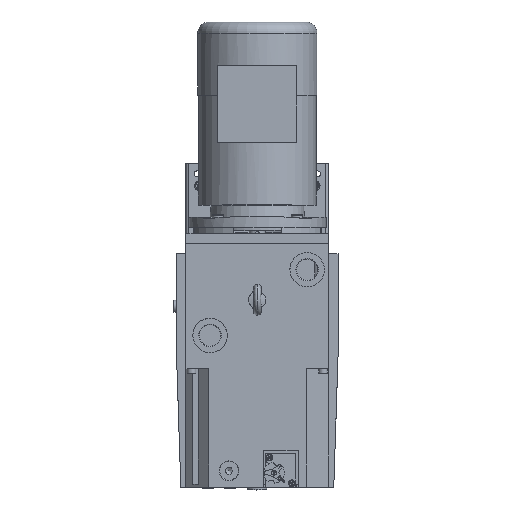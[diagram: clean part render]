
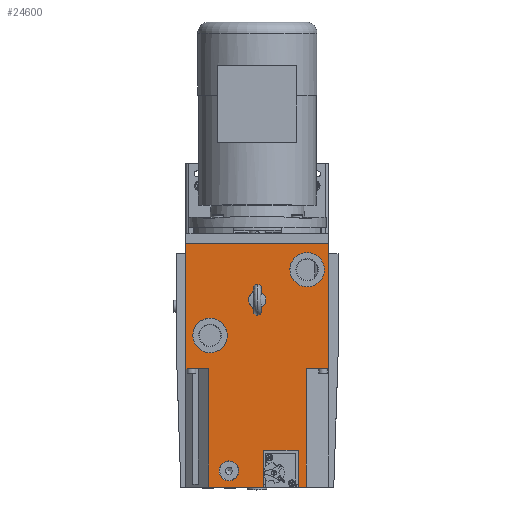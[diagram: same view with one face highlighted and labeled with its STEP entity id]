
A CAD part, top view. The second image highlights one B-rep face of the part: STEP entity #24600.
In plain terms, the highlighted planar face has unit normal (0, 0, 1).
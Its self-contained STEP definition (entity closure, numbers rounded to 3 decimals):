
#2495=CARTESIAN_POINT('',(7.,-6.6,142.23));
#2496=VERTEX_POINT('',#2495);
#2503=CARTESIAN_POINT('',(7.,-48.,142.23));
#2504=VERTEX_POINT('',#2503);
#2505=CARTESIAN_POINT('',(7.,-48.,142.23));
#2506=DIRECTION('',(0.,1.0,0.));
#2507=VECTOR('',#2506,41.4);
#2508=LINE('',#2505,#2507);
#2509=EDGE_CURVE('',#2504,#2496,#2508,.T.);
#2528=CARTESIAN_POINT('',(-56.75,90.,142.23));
#2529=VERTEX_POINT('',#2528);
#2536=CARTESIAN_POINT('',(-83.,90.,142.23));
#2537=VERTEX_POINT('',#2536);
#2538=CARTESIAN_POINT('',(-83.,90.,142.23));
#2539=DIRECTION('',(1.0,0.,0.));
#2540=VECTOR('',#2539,26.25);
#2541=LINE('',#2538,#2540);
#2542=EDGE_CURVE('',#2537,#2529,#2541,.T.);
#6203=CARTESIAN_POINT('',(78.,205.,142.23));
#6204=VERTEX_POINT('',#6203);
#6205=CARTESIAN_POINT('',(58.,205.,142.23));
#6206=DIRECTION('',(0.0,0.0,-1.0));
#6207=DIRECTION('',(1.0,0.0,0.0));
#6208=AXIS2_PLACEMENT_3D('',#6205,#6206,#6207);
#6209=CIRCLE('',#6208,20.);
#6210=EDGE_CURVE('',#6204,#6204,#6209,.T.);
#6691=CARTESIAN_POINT('',(-35.,128.5,142.23));
#6692=VERTEX_POINT('',#6691);
#6693=CARTESIAN_POINT('',(-55.,128.5,142.23));
#6694=DIRECTION('',(0.0,0.0,-1.0));
#6695=DIRECTION('',(1.0,0.0,0.0));
#6696=AXIS2_PLACEMENT_3D('',#6693,#6694,#6695);
#6697=CIRCLE('',#6696,20.);
#6698=EDGE_CURVE('',#6692,#6692,#6697,.T.);
#10898=CARTESIAN_POINT('',(-83.,235.5,142.23));
#10899=VERTEX_POINT('',#10898);
#10906=CARTESIAN_POINT('',(83.,235.5,142.23));
#10907=VERTEX_POINT('',#10906);
#10908=CARTESIAN_POINT('',(83.,235.5,142.23));
#10909=DIRECTION('',(-1.0,0.0,0.0));
#10910=VECTOR('',#10909,166.0);
#10911=LINE('',#10908,#10910);
#10912=EDGE_CURVE('',#10907,#10899,#10911,.T.);
#23428=CARTESIAN_POINT('',(8.6,-5.,142.23));
#23429=VERTEX_POINT('',#23428);
#23436=CARTESIAN_POINT('',(8.6,-6.6,142.23));
#23437=DIRECTION('',(0.,0.,1.0));
#23438=DIRECTION('',(-0.707,0.707,0.));
#23439=AXIS2_PLACEMENT_3D('',#23436,#23437,#23438);
#23440=CIRCLE('',#23439,1.6);
#23441=EDGE_CURVE('',#23429,#2496,#23440,.T.);
#23453=CARTESIAN_POINT('',(46.4,-5.,142.23));
#23454=VERTEX_POINT('',#23453);
#23461=CARTESIAN_POINT('',(8.6,-5.,142.23));
#23462=DIRECTION('',(1.0,0.,0.));
#23463=VECTOR('',#23462,37.8);
#23464=LINE('',#23461,#23463);
#23465=EDGE_CURVE('',#23429,#23454,#23464,.T.);
#23516=CARTESIAN_POINT('',(48.,-6.6,142.23));
#23517=VERTEX_POINT('',#23516);
#23524=CARTESIAN_POINT('',(46.4,-6.6,142.23));
#23525=DIRECTION('',(0.,0.,1.));
#23526=DIRECTION('',(0.707,0.707,0.));
#23527=AXIS2_PLACEMENT_3D('',#23524,#23525,#23526);
#23528=CIRCLE('',#23527,1.6);
#23529=EDGE_CURVE('',#23517,#23454,#23528,.T.);
#24380=CARTESIAN_POINT('',(-21.5,-29.,142.23));
#24381=VERTEX_POINT('',#24380);
#24382=CARTESIAN_POINT('',(-33.,-29.,142.23));
#24383=DIRECTION('',(0.,0.,-1.0));
#24384=DIRECTION('',(1.0,0.,0.));
#24385=AXIS2_PLACEMENT_3D('',#24382,#24383,#24384);
#24386=CIRCLE('',#24385,11.5);
#24387=EDGE_CURVE('',#24381,#24381,#24386,.T.);
#24440=CARTESIAN_POINT('',(48.,-48.,142.23));
#24441=VERTEX_POINT('',#24440);
#24448=CARTESIAN_POINT('',(48.,-6.6,142.23));
#24449=DIRECTION('',(0.,-1.0,0.));
#24450=VECTOR('',#24449,41.4);
#24451=LINE('',#24448,#24450);
#24452=EDGE_CURVE('',#23517,#24441,#24451,.T.);
#24459=CARTESIAN_POINT('',(94.,-48.,142.23));
#24460=DIRECTION('',(0.0,0.0,1.0));
#24461=DIRECTION('',(1.0,0.,0.0));
#24462=AXIS2_PLACEMENT_3D('',#24459,#24460,#24461);
#24463=PLANE('',#24462);
#24464=ORIENTED_EDGE('',*,*,#2509,.T.);
#24465=ORIENTED_EDGE('',*,*,#23441,.F.);
#24466=ORIENTED_EDGE('',*,*,#23465,.T.);
#24467=ORIENTED_EDGE('',*,*,#23529,.F.);
#24468=ORIENTED_EDGE('',*,*,#24452,.T.);
#24469=CARTESIAN_POINT('',(56.75,-48.,142.23));
#24470=VERTEX_POINT('',#24469);
#24471=CARTESIAN_POINT('',(56.75,-48.,142.23));
#24472=DIRECTION('',(-1.0,0.,0.));
#24473=VECTOR('',#24472,8.75);
#24474=LINE('',#24471,#24473);
#24475=EDGE_CURVE('',#24470,#24441,#24474,.T.);
#24476=ORIENTED_EDGE('',*,*,#24475,.F.);
#24477=CARTESIAN_POINT('',(56.75,90.,142.23));
#24478=VERTEX_POINT('',#24477);
#24479=CARTESIAN_POINT('',(56.75,-48.,142.23));
#24480=DIRECTION('',(0.,1.0,0.));
#24481=VECTOR('',#24480,138.0);
#24482=LINE('',#24479,#24481);
#24483=EDGE_CURVE('',#24470,#24478,#24482,.T.);
#24484=ORIENTED_EDGE('',*,*,#24483,.T.);
#24485=CARTESIAN_POINT('',(83.,90.,142.23));
#24486=VERTEX_POINT('',#24485);
#24487=CARTESIAN_POINT('',(56.75,90.,142.23));
#24488=DIRECTION('',(1.0,0.,0.));
#24489=VECTOR('',#24488,26.25);
#24490=LINE('',#24487,#24489);
#24491=EDGE_CURVE('',#24478,#24486,#24490,.T.);
#24492=ORIENTED_EDGE('',*,*,#24491,.T.);
#24493=CARTESIAN_POINT('',(83.,90.,142.23));
#24494=DIRECTION('',(0.0,1.0,0.0));
#24495=VECTOR('',#24494,145.5);
#24496=LINE('',#24493,#24495);
#24497=EDGE_CURVE('',#24486,#10907,#24496,.T.);
#24498=ORIENTED_EDGE('',*,*,#24497,.T.);
#24499=ORIENTED_EDGE('',*,*,#10912,.T.);
#24500=CARTESIAN_POINT('',(-83.,235.5,142.23));
#24501=DIRECTION('',(0.0,-1.0,0.0));
#24502=VECTOR('',#24501,145.5);
#24503=LINE('',#24500,#24502);
#24504=EDGE_CURVE('',#10899,#2537,#24503,.T.);
#24505=ORIENTED_EDGE('',*,*,#24504,.T.);
#24506=ORIENTED_EDGE('',*,*,#2542,.T.);
#24507=CARTESIAN_POINT('',(-56.75,-48.,142.23));
#24508=VERTEX_POINT('',#24507);
#24509=CARTESIAN_POINT('',(-56.75,90.,142.23));
#24510=DIRECTION('',(0.,-1.0,0.));
#24511=VECTOR('',#24510,138.0);
#24512=LINE('',#24509,#24511);
#24513=EDGE_CURVE('',#2529,#24508,#24512,.T.);
#24514=ORIENTED_EDGE('',*,*,#24513,.T.);
#24515=CARTESIAN_POINT('',(7.,-48.,142.23));
#24516=DIRECTION('',(-1.0,0.,0.));
#24517=VECTOR('',#24516,63.75);
#24518=LINE('',#24515,#24517);
#24519=EDGE_CURVE('',#2504,#24508,#24518,.T.);
#24520=ORIENTED_EDGE('',*,*,#24519,.F.);
#24521=EDGE_LOOP('',(#24464,#24465,#24466,#24467,#24468,#24476,#24484,#24492,#24498,#24499,#24505,#24506,#24514,#24520));
#24522=FACE_OUTER_BOUND('',#24521,.T.);
#24523=ORIENTED_EDGE('',*,*,#6698,.T.);
#24524=EDGE_LOOP('',(#24523));
#24525=FACE_BOUND('',#24524,.T.);
#24526=ORIENTED_EDGE('',*,*,#6210,.T.);
#24527=EDGE_LOOP('',(#24526));
#24528=FACE_BOUND('',#24527,.T.);
#24529=CARTESIAN_POINT('',(-5.,161.34,142.23));
#24530=VERTEX_POINT('',#24529);
#24531=CARTESIAN_POINT('',(-5.,178.66,142.23));
#24532=VERTEX_POINT('',#24531);
#24533=CARTESIAN_POINT('',(0.,170.0,142.23));
#24534=DIRECTION('',(0.0,0.0,-1.0));
#24535=DIRECTION('',(0.0,1.0,0.0));
#24536=AXIS2_PLACEMENT_3D('',#24533,#24534,#24535);
#24537=CIRCLE('',#24536,10.0);
#24538=EDGE_CURVE('',#24530,#24532,#24537,.T.);
#24539=ORIENTED_EDGE('',*,*,#24538,.T.);
#24540=CARTESIAN_POINT('',(-5.,180.0,142.23));
#24541=VERTEX_POINT('',#24540);
#24542=CARTESIAN_POINT('',(-5.,178.66,142.23));
#24543=DIRECTION('',(0.0,1.0,0.0));
#24544=VECTOR('',#24543,1.34);
#24545=LINE('',#24542,#24544);
#24546=EDGE_CURVE('',#24532,#24541,#24545,.T.);
#24547=ORIENTED_EDGE('',*,*,#24546,.T.);
#24548=CARTESIAN_POINT('',(5.,180.0,142.23));
#24549=VERTEX_POINT('',#24548);
#24550=CARTESIAN_POINT('',(5.,180.0,142.23));
#24551=DIRECTION('',(-1.0,0.0,0.0));
#24552=VECTOR('',#24551,10.0);
#24553=LINE('',#24550,#24552);
#24554=EDGE_CURVE('',#24549,#24541,#24553,.T.);
#24555=ORIENTED_EDGE('',*,*,#24554,.F.);
#24556=CARTESIAN_POINT('',(5.,178.66,142.23));
#24557=VERTEX_POINT('',#24556);
#24558=CARTESIAN_POINT('',(5.,180.0,142.23));
#24559=DIRECTION('',(0.0,-1.0,0.0));
#24560=VECTOR('',#24559,1.34);
#24561=LINE('',#24558,#24560);
#24562=EDGE_CURVE('',#24549,#24557,#24561,.T.);
#24563=ORIENTED_EDGE('',*,*,#24562,.T.);
#24564=CARTESIAN_POINT('',(5.,161.34,142.23));
#24565=VERTEX_POINT('',#24564);
#24566=CARTESIAN_POINT('',(0.,170.0,142.23));
#24567=DIRECTION('',(0.0,0.0,-1.0));
#24568=DIRECTION('',(0.0,1.0,0.0));
#24569=AXIS2_PLACEMENT_3D('',#24566,#24567,#24568);
#24570=CIRCLE('',#24569,10.0);
#24571=EDGE_CURVE('',#24557,#24565,#24570,.T.);
#24572=ORIENTED_EDGE('',*,*,#24571,.T.);
#24573=CARTESIAN_POINT('',(5.,160.0,142.23));
#24574=VERTEX_POINT('',#24573);
#24575=CARTESIAN_POINT('',(5.,161.34,142.23));
#24576=DIRECTION('',(0.0,-1.0,0.0));
#24577=VECTOR('',#24576,1.34);
#24578=LINE('',#24575,#24577);
#24579=EDGE_CURVE('',#24565,#24574,#24578,.T.);
#24580=ORIENTED_EDGE('',*,*,#24579,.T.);
#24581=CARTESIAN_POINT('',(-5.,160.0,142.23));
#24582=VERTEX_POINT('',#24581);
#24583=CARTESIAN_POINT('',(-5.,160.0,142.23));
#24584=DIRECTION('',(1.0,0.0,0.0));
#24585=VECTOR('',#24584,10.0);
#24586=LINE('',#24583,#24585);
#24587=EDGE_CURVE('',#24582,#24574,#24586,.T.);
#24588=ORIENTED_EDGE('',*,*,#24587,.F.);
#24589=CARTESIAN_POINT('',(-5.,160.0,142.23));
#24590=DIRECTION('',(0.0,1.0,0.0));
#24591=VECTOR('',#24590,1.34);
#24592=LINE('',#24589,#24591);
#24593=EDGE_CURVE('',#24582,#24530,#24592,.T.);
#24594=ORIENTED_EDGE('',*,*,#24593,.T.);
#24595=EDGE_LOOP('',(#24539,#24547,#24555,#24563,#24572,#24580,#24588,#24594));
#24596=FACE_BOUND('',#24595,.T.);
#24597=ORIENTED_EDGE('',*,*,#24387,.T.);
#24598=EDGE_LOOP('',(#24597));
#24599=FACE_BOUND('',#24598,.T.);
#24600=ADVANCED_FACE('',(#24522,#24525,#24528,#24596,#24599),#24463,.T.);
